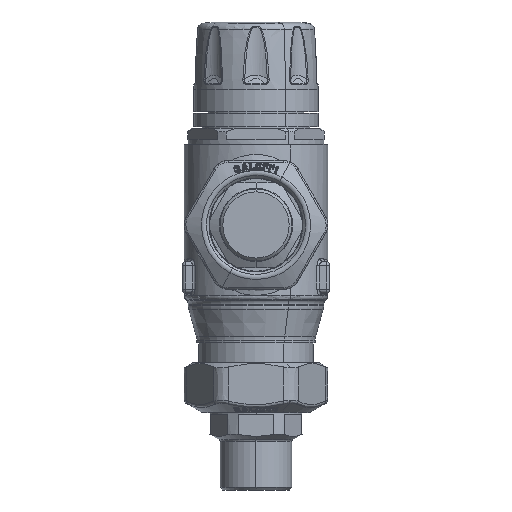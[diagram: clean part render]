
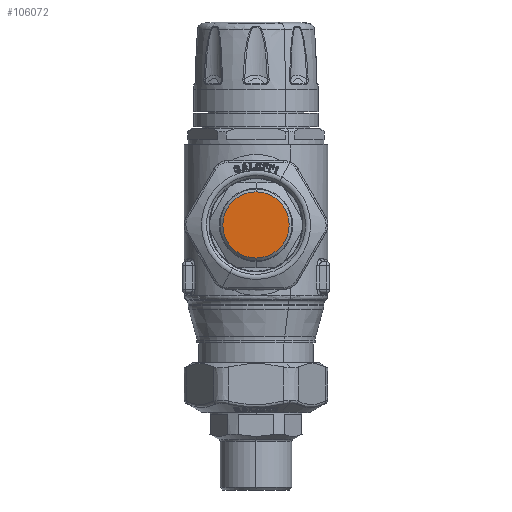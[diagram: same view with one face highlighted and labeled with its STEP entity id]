
A CAD part, front view. The second image highlights one B-rep face of the part: STEP entity #106072.
In plain terms, the highlighted planar face has unit normal (0, -1, 0).
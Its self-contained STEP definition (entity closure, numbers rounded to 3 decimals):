
#106049=CARTESIAN_POINT('Axis2P3D Location',(0.,-85.25,13.)) ;
#106054=CARTESIAN_POINT('Axis2P3D Location',(0.,-85.25,0.)) ;
#106058=CARTESIAN_POINT('Vertex',(0.,-85.25,12.)) ;
#106060=CARTESIAN_POINT('Vertex',(0.,-85.25,-12.)) ;
#106063=CARTESIAN_POINT('Axis2P3D Location',(0.,-85.25,0.)) ;
#106050=DIRECTION('Axis2P3D Direction',(0.,-1.,0.)) ;
#106051=DIRECTION('Axis2P3D XDirection',(1.,0.,0.)) ;
#106055=DIRECTION('Axis2P3D Direction',(0.,-1.,0.)) ;
#106064=DIRECTION('Axis2P3D Direction',(0.,-1.,0.)) ;
#106052=AXIS2_PLACEMENT_3D('Plane Axis2P3D',#106049,#106050,#106051) ;
#106056=AXIS2_PLACEMENT_3D('Circle Axis2P3D',#106054,#106055,$) ;
#106065=AXIS2_PLACEMENT_3D('Circle Axis2P3D',#106063,#106064,$) ;
#106057=CIRCLE('generated circle',#106056,12.) ;
#106066=CIRCLE('generated circle',#106065,12.) ;
#106053=PLANE('',#106052) ;
#106062=EDGE_CURVE('',#106059,#106061,#106057,.T.) ;
#106067=EDGE_CURVE('',#106061,#106059,#106066,.T.) ;
#106069=ORIENTED_EDGE('',*,*,#106062,.T.) ;
#106070=ORIENTED_EDGE('',*,*,#106067,.T.) ;
#106068=EDGE_LOOP('',(#106069,#106070)) ;
#106059=VERTEX_POINT('',#106058) ;
#106061=VERTEX_POINT('',#106060) ;
#106072=ADVANCED_FACE('PartBody',(#106071),#106053,.T.) ;
#106071=FACE_OUTER_BOUND('',#106068,.T.) ;
